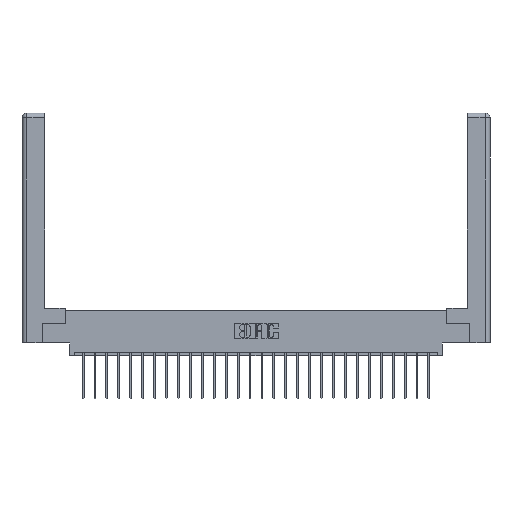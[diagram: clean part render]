
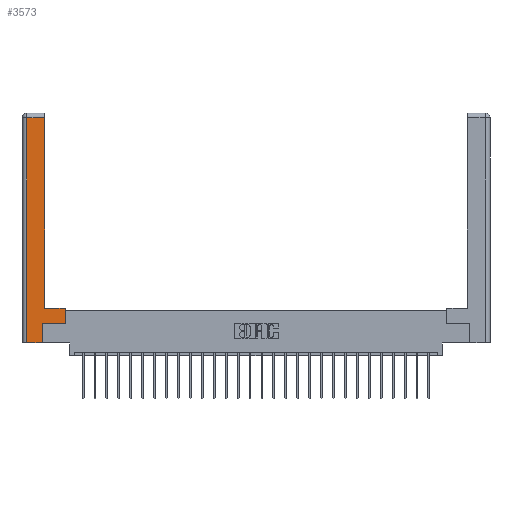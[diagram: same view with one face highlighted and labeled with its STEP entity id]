
A CAD part, top view. The second image highlights one B-rep face of the part: STEP entity #3573.
In plain terms, the highlighted planar face has unit normal (0, 0, 1).
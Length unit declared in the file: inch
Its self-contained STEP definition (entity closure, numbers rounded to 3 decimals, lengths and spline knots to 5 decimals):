
#115 = VECTOR ( 'NONE', #13707, 39.37008 ) ;
#536 = CARTESIAN_POINT ( 'NONE',  ( 0.295, 0.45, 0. ) ) ;
#1033 = CARTESIAN_POINT ( 'NONE',  ( 0.0615, 0., 0. ) ) ;
#1146 = EDGE_CURVE ( 'NONE', #4625, #9522, #11465, .T. ) ;
#2436 = CARTESIAN_POINT ( 'NONE',  ( 0.0615, 0., 0. ) ) ;
#3573 = ADVANCED_FACE ( 'NONE', ( #21046 ), #17594, .F. ) ;
#4625 = VERTEX_POINT ( 'NONE', #12810 ) ;
#4637 = CARTESIAN_POINT ( 'NONE',  ( 0.265, 0., 0. ) ) ;
#4989 = EDGE_CURVE ( 'NONE', #5128, #7423, #13620, .T. ) ;
#5128 = VERTEX_POINT ( 'NONE', #9876 ) ;
#5320 = CARTESIAN_POINT ( 'NONE',  ( 0.265, 0.245, 0. ) ) ;
#5902 = VECTOR ( 'NONE', #15587, 39.37008 ) ;
#5907 = CARTESIAN_POINT ( 'NONE',  ( 0.0615, 2.94, 0. ) ) ;
#6018 = ORIENTED_EDGE ( 'NONE', *, *, #1146, .T. ) ;
#6286 = VERTEX_POINT ( 'NONE', #8031 ) ;
#7312 = EDGE_CURVE ( 'NONE', #7423, #4625, #22178, .T. ) ;
#7423 = VERTEX_POINT ( 'NONE', #25769 ) ;
#7918 = VECTOR ( 'NONE', #26395, 39.37008 ) ;
#8031 = CARTESIAN_POINT ( 'NONE',  ( 0.265, 0., 0. ) ) ;
#8873 = DIRECTION ( 'NONE',  ( 0., 1., 0. ) ) ;
#8883 = ORIENTED_EDGE ( 'NONE', *, *, #14321, .T. ) ;
#9461 = VECTOR ( 'NONE', #12373, 39.37008 ) ;
#9522 = VERTEX_POINT ( 'NONE', #16508 ) ;
#9593 = ORIENTED_EDGE ( 'NONE', *, *, #18713, .T. ) ;
#9876 = CARTESIAN_POINT ( 'NONE',  ( 0.265, 0.245, 0. ) ) ;
#10024 = CARTESIAN_POINT ( 'NONE',  ( 0.565, 0.45, 0. ) ) ;
#11038 = LINE ( 'NONE', #5320, #20069 ) ;
#11374 = CARTESIAN_POINT ( 'NONE',  ( 0.0615, 2.94, 0. ) ) ;
#11465 = LINE ( 'NONE', #536, #115 ) ;
#11944 = ORIENTED_EDGE ( 'NONE', *, *, #24064, .T. ) ;
#12373 = DIRECTION ( 'NONE',  ( 0., 1., 0. ) ) ;
#12585 = LINE ( 'NONE', #11374, #5902 ) ;
#12810 = CARTESIAN_POINT ( 'NONE',  ( 0.565, 0.45, 0. ) ) ;
#12982 = AXIS2_PLACEMENT_3D ( 'NONE', #22079, #19839, #26170 ) ;
#13096 = ORIENTED_EDGE ( 'NONE', *, *, #15067, .T. ) ;
#13545 = VECTOR ( 'NONE', #19734, 39.37008 ) ;
#13620 = LINE ( 'NONE', #26307, #7918 ) ;
#13671 = DIRECTION ( 'NONE',  ( 0., -1., 0. ) ) ;
#13707 = DIRECTION ( 'NONE',  ( -1., 0., 0. ) ) ;
#14321 = EDGE_CURVE ( 'NONE', #9522, #25989, #22339, .T. ) ;
#14508 = ORIENTED_EDGE ( 'NONE', *, *, #4989, .T. ) ;
#15067 = EDGE_CURVE ( 'NONE', #25989, #26207, #12585, .T. ) ;
#15587 = DIRECTION ( 'NONE',  ( -1., 0., 0. ) ) ;
#15724 = EDGE_CURVE ( 'NONE', #16253, #6286, #27191, .T. ) ;
#16031 = VECTOR ( 'NONE', #13671, 39.37008 ) ;
#16253 = VERTEX_POINT ( 'NONE', #2436 ) ;
#16281 = ORIENTED_EDGE ( 'NONE', *, *, #15724, .T. ) ;
#16508 = CARTESIAN_POINT ( 'NONE',  ( 0.295, 0.45, 0. ) ) ;
#17307 = VECTOR ( 'NONE', #8873, 39.37008 ) ;
#17594 = PLANE ( 'NONE',  #12982 ) ;
#18713 = EDGE_CURVE ( 'NONE', #6286, #5128, #11038, .T. ) ;
#19326 = CARTESIAN_POINT ( 'NONE',  ( 0.295, 3., 0. ) ) ;
#19517 = ORIENTED_EDGE ( 'NONE', *, *, #7312, .T. ) ;
#19734 = DIRECTION ( 'NONE',  ( 1., 0., 0. ) ) ;
#19839 = DIRECTION ( 'NONE',  ( 0., 0., -1. ) ) ;
#20069 = VECTOR ( 'NONE', #26297, 39.37008 ) ;
#21046 = FACE_OUTER_BOUND ( 'NONE', #25577, .T. ) ;
#22079 = CARTESIAN_POINT ( 'NONE',  ( 0., 0., 0. ) ) ;
#22178 = LINE ( 'NONE', #10024, #9461 ) ;
#22339 = LINE ( 'NONE', #19326, #17307 ) ;
#22738 = LINE ( 'NONE', #1033, #16031 ) ;
#24064 = EDGE_CURVE ( 'NONE', #26207, #16253, #22738, .T. ) ;
#24287 = CARTESIAN_POINT ( 'NONE',  ( 0.295, 2.94, 0. ) ) ;
#25577 = EDGE_LOOP ( 'NONE', ( #8883, #13096, #11944, #16281, #9593, #14508, #19517, #6018 ) ) ;
#25769 = CARTESIAN_POINT ( 'NONE',  ( 0.565, 0.245, 0. ) ) ;
#25989 = VERTEX_POINT ( 'NONE', #24287 ) ;
#26170 = DIRECTION ( 'NONE',  ( -1., 0., 0. ) ) ;
#26207 = VERTEX_POINT ( 'NONE', #5907 ) ;
#26297 = DIRECTION ( 'NONE',  ( 0., 1., 0. ) ) ;
#26307 = CARTESIAN_POINT ( 'NONE',  ( 0.565, 0.245, 0. ) ) ;
#26395 = DIRECTION ( 'NONE',  ( 1., 0., 0. ) ) ;
#27191 = LINE ( 'NONE', #4637, #13545 ) ;
